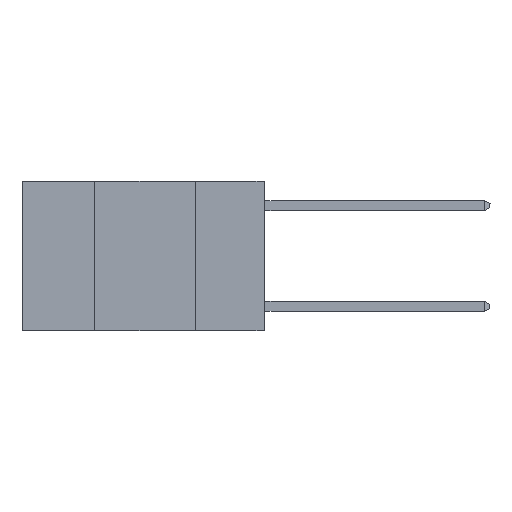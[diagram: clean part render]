
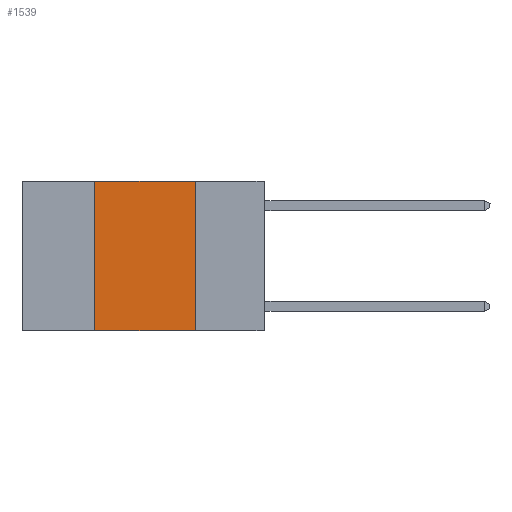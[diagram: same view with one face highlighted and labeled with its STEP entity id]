
A CAD part, left-side view. The second image highlights one B-rep face of the part: STEP entity #1539.
In plain terms, the highlighted planar face has unit normal (-1, 0, 0).
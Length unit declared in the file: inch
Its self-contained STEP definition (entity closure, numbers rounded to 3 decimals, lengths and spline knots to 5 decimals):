
#322 = VERTEX_POINT ( 'NONE', #19351 ) ;
#576 = CARTESIAN_POINT ( 'NONE',  ( 0., 0.6, 0. ) ) ;
#929 = PLANE ( 'NONE',  #10634 ) ;
#1286 = CARTESIAN_POINT ( 'NONE',  ( 0., 0.6, -0.37 ) ) ;
#1539 = ADVANCED_FACE ( 'NONE', ( #21463 ), #929, .F. ) ;
#1593 = DIRECTION ( 'NONE',  ( 1., 0., 0. ) ) ;
#1626 = VECTOR ( 'NONE', #7085, 39.37008 ) ;
#1935 = DIRECTION ( 'NONE',  ( 0., 0., -1. ) ) ;
#2386 = CARTESIAN_POINT ( 'NONE',  ( 0., 0.42, -0.37 ) ) ;
#3313 = VERTEX_POINT ( 'NONE', #11216 ) ;
#3618 = VECTOR ( 'NONE', #7331, 39.37008 ) ;
#4885 = VERTEX_POINT ( 'NONE', #16720 ) ;
#4924 = DIRECTION ( 'NONE',  ( 0., 0., 1. ) ) ;
#5498 = CARTESIAN_POINT ( 'NONE',  ( 0., 0.6, 0. ) ) ;
#5534 = VECTOR ( 'NONE', #4924, 39.37008 ) ;
#6761 = EDGE_CURVE ( 'NONE', #3313, #322, #21448, .T. ) ;
#7085 = DIRECTION ( 'NONE',  ( 0., 0., -1. ) ) ;
#7331 = DIRECTION ( 'NONE',  ( 0., -1., 0. ) ) ;
#8124 = VERTEX_POINT ( 'NONE', #2386 ) ;
#8357 = EDGE_LOOP ( 'NONE', ( #11599, #14442, #19227, #10754 ) ) ;
#10385 = LINE ( 'NONE', #12179, #5534 ) ;
#10634 = AXIS2_PLACEMENT_3D ( 'NONE', #576, #1593, #1935 ) ;
#10754 = ORIENTED_EDGE ( 'NONE', *, *, #16716, .T. ) ;
#11216 = CARTESIAN_POINT ( 'NONE',  ( 0., 0.17, 0. ) ) ;
#11599 = ORIENTED_EDGE ( 'NONE', *, *, #6761, .F. ) ;
#12179 = CARTESIAN_POINT ( 'NONE',  ( 0., 0.42, 0. ) ) ;
#13073 = EDGE_CURVE ( 'NONE', #8124, #4885, #10385, .T. ) ;
#13340 = VECTOR ( 'NONE', #14004, 39.37008 ) ;
#14004 = DIRECTION ( 'NONE',  ( 0., -1., 0. ) ) ;
#14442 = ORIENTED_EDGE ( 'NONE', *, *, #18276, .F. ) ;
#16716 = EDGE_CURVE ( 'NONE', #8124, #322, #17038, .T. ) ;
#16720 = CARTESIAN_POINT ( 'NONE',  ( 0., 0.42, 0. ) ) ;
#17038 = LINE ( 'NONE', #1286, #13340 ) ;
#17946 = CARTESIAN_POINT ( 'NONE',  ( 0., 0.17, 0. ) ) ;
#18276 = EDGE_CURVE ( 'NONE', #4885, #3313, #22856, .T. ) ;
#19227 = ORIENTED_EDGE ( 'NONE', *, *, #13073, .F. ) ;
#19351 = CARTESIAN_POINT ( 'NONE',  ( 0., 0.17, -0.37 ) ) ;
#21448 = LINE ( 'NONE', #17946, #1626 ) ;
#21463 = FACE_OUTER_BOUND ( 'NONE', #8357, .T. ) ;
#22856 = LINE ( 'NONE', #5498, #3618 ) ;
